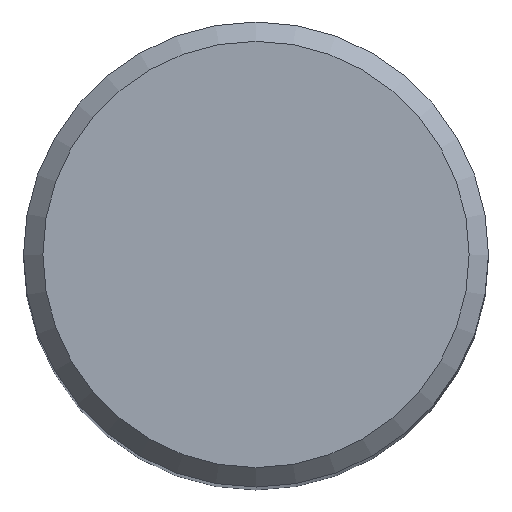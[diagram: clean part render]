
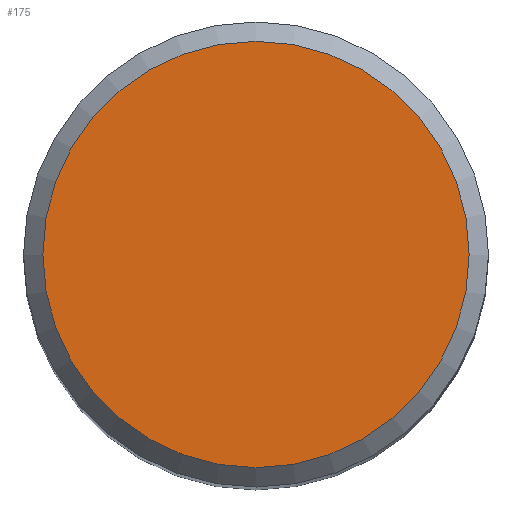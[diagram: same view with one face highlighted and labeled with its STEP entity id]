
A CAD part, top view. The second image highlights one B-rep face of the part: STEP entity #175.
In plain terms, the highlighted planar face has unit normal (0, 0, 1).
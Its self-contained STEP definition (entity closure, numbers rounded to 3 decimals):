
#9 = EDGE_CURVE ( 'NONE', #221, #221, #184, .T. ) ;
#30 = DIRECTION ( 'NONE',  ( 0., 1., 0. ) ) ;
#33 = PLANE ( 'NONE',  #102 ) ;
#38 = DIRECTION ( 'NONE',  ( 0., 0., -1. ) ) ;
#49 = ORIENTED_EDGE ( 'NONE', *, *, #9, .F. ) ;
#51 = FACE_OUTER_BOUND ( 'NONE', #212, .T. ) ;
#90 = AXIS2_PLACEMENT_3D ( 'NONE', #119, #98, #30 ) ;
#98 = DIRECTION ( 'NONE',  ( 0., 0., -1. ) ) ;
#102 = AXIS2_PLACEMENT_3D ( 'NONE', #183, #38, #200 ) ;
#119 = CARTESIAN_POINT ( 'NONE',  ( 0., 0., 83. ) ) ;
#175 = ADVANCED_FACE ( 'NONE', ( #51 ), #33, .F. ) ;
#183 = CARTESIAN_POINT ( 'NONE',  ( 0., 0., 83. ) ) ;
#184 = CIRCLE ( 'NONE', #90, 5.5 ) ;
#200 = DIRECTION ( 'NONE',  ( 0., 1., 0. ) ) ;
#204 = CARTESIAN_POINT ( 'NONE',  ( 0., 5.5, 83. ) ) ;
#212 = EDGE_LOOP ( 'NONE', ( #49 ) ) ;
#221 = VERTEX_POINT ( 'NONE', #204 ) ;
